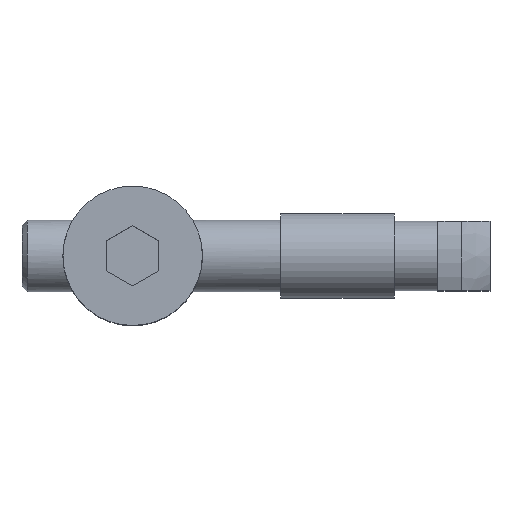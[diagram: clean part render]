
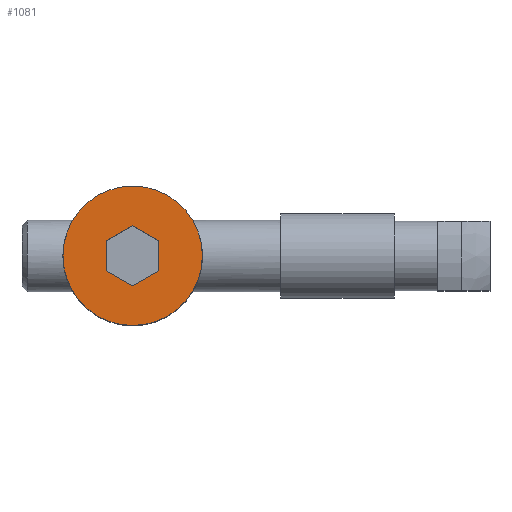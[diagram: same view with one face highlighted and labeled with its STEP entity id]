
A CAD part, top view. The second image highlights one B-rep face of the part: STEP entity #1081.
In plain terms, the highlighted face is planar.
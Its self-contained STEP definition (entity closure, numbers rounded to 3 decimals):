
#541=PLANE('',#1043);
#564=CIRCLE('',#1041,8.);
#617=ORIENTED_EDGE('',*,*,#787,.F.);
#618=ORIENTED_EDGE('',*,*,#789,.F.);
#619=ORIENTED_EDGE('',*,*,#790,.F.);
#620=ORIENTED_EDGE('',*,*,#791,.F.);
#621=ORIENTED_EDGE('',*,*,#792,.F.);
#622=ORIENTED_EDGE('',*,*,#793,.F.);
#623=ORIENTED_EDGE('',*,*,#794,.F.);
#677=VECTOR('',#961,1.);
#678=VECTOR('',#962,1.);
#679=VECTOR('',#963,1.);
#680=VECTOR('',#964,1.);
#681=VECTOR('',#965,1.);
#682=VECTOR('',#966,1.);
#705=LINE('',#2474,#677);
#706=LINE('',#2476,#678);
#707=LINE('',#2478,#679);
#708=LINE('',#2480,#680);
#709=LINE('',#2482,#681);
#710=LINE('',#2483,#682);
#743=VERTEX_POINT('',#1812);
#745=VERTEX_POINT('',#2472);
#746=VERTEX_POINT('',#2473);
#747=VERTEX_POINT('',#2475);
#748=VERTEX_POINT('',#2477);
#749=VERTEX_POINT('',#2479);
#750=VERTEX_POINT('',#2481);
#787=EDGE_CURVE('',#743,#743,#564,.T.);
#789=EDGE_CURVE('',#745,#746,#705,.T.);
#790=EDGE_CURVE('',#747,#745,#706,.T.);
#791=EDGE_CURVE('',#748,#747,#707,.T.);
#792=EDGE_CURVE('',#749,#748,#708,.T.);
#793=EDGE_CURVE('',#750,#749,#709,.T.);
#794=EDGE_CURVE('',#746,#750,#710,.T.);
#831=EDGE_LOOP('',(#617));
#832=EDGE_LOOP('',(#618,#619,#620,#621,#622,#623));
#869=FACE_BOUND('',#831,.T.);
#870=FACE_BOUND('',#832,.T.);
#955=DIRECTION('',(0.,-1.,0.));
#956=DIRECTION('',(-8.,0.,0.));
#959=DIRECTION('',(0.,1.,0.));
#960=DIRECTION('',(1.,0.,0.));
#961=DIRECTION('',(-3.,0.,1.732));
#962=DIRECTION('',(-3.,0.,-1.732));
#963=DIRECTION('',(0.,0.,-3.464));
#964=DIRECTION('',(3.,0.,-1.732));
#965=DIRECTION('',(3.,0.,1.732));
#966=DIRECTION('',(0.,0.,3.464));
#1041=AXIS2_PLACEMENT_3D('',#1813,#955,#956);
#1043=AXIS2_PLACEMENT_3D('',#2471,#959,#960);
#1081=ADVANCED_FACE('',(#869,#870),#541,.T.);
#1812=CARTESIAN_POINT('',(-38.,22.,0.));
#1813=CARTESIAN_POINT('',(-30.,22.,0.));
#2471=CARTESIAN_POINT('',(-30.,22.,0.));
#2472=CARTESIAN_POINT('',(-30.,22.,-3.464));
#2473=CARTESIAN_POINT('',(-33.,22.,-1.732));
#2474=CARTESIAN_POINT('',(-30.,22.,-3.464));
#2475=CARTESIAN_POINT('',(-27.,22.,-1.732));
#2476=CARTESIAN_POINT('',(-27.,22.,-1.732));
#2477=CARTESIAN_POINT('',(-27.,22.,1.732));
#2478=CARTESIAN_POINT('',(-27.,22.,1.732));
#2479=CARTESIAN_POINT('',(-30.,22.,3.464));
#2480=CARTESIAN_POINT('',(-30.,22.,3.464));
#2481=CARTESIAN_POINT('',(-33.,22.,1.732));
#2482=CARTESIAN_POINT('',(-33.,22.,1.732));
#2483=CARTESIAN_POINT('',(-33.,22.,-1.732));
